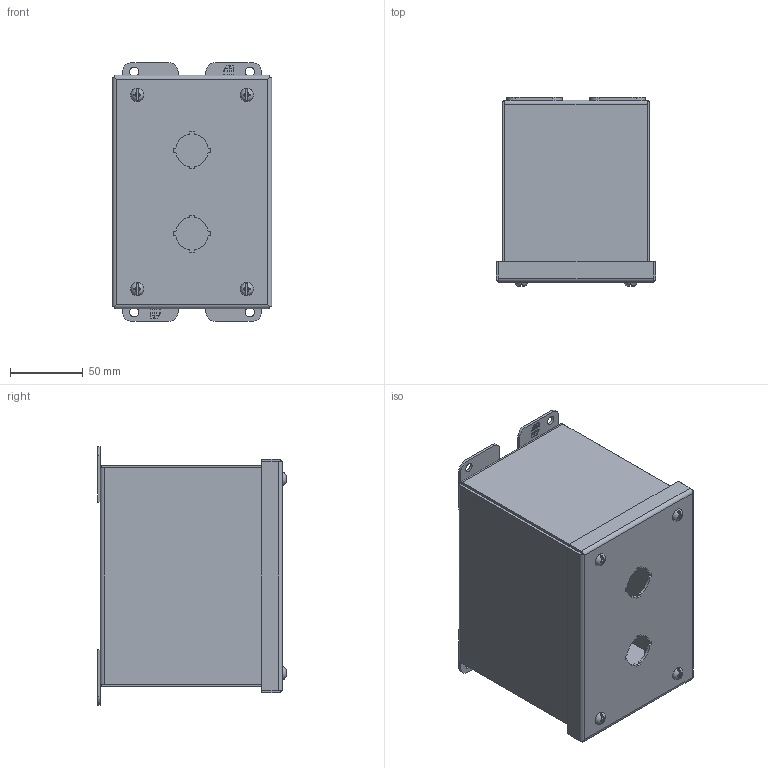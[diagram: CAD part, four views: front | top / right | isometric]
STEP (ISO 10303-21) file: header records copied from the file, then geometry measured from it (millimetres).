
FILE_DESCRIPTION (( 'STEP AP203' ), '1' );
FILE_NAME ('1437MS16B_Default.step', '2019-11-08T18:52:33', ( '' ), ( '' ), 'SwSTEP 2.0', 'SolidWorks 2019', '' );
FILE_SCHEMA (( 'CONFIG_CONTROL_DESIGN' ));
Length unit declared in the file: inch
Products named in the file (1): 1437MS16B_Default
Bounding box: 109.52 x 129.64 x 177.8 mm (x, y, z)
Volume: 230357.7 mm3; surface area: 243963.4 mm2
Topology: 23 solids, 23 shells, 637 faces, 1624 edges, 1049 vertices
Faces by surface type: plane 447, cylinder 160, cone 14, torus 8, bspline 8
Entity records: 19535 total; most frequent: CARTESIAN_POINT 3901, ORIENTED_EDGE 3244, DIRECTION 3158, EDGE_CURVE 1622, LINE 1154, VECTOR 1154, VERTEX_POINT 1049, AXIS2_PLACEMENT_3D 1002
